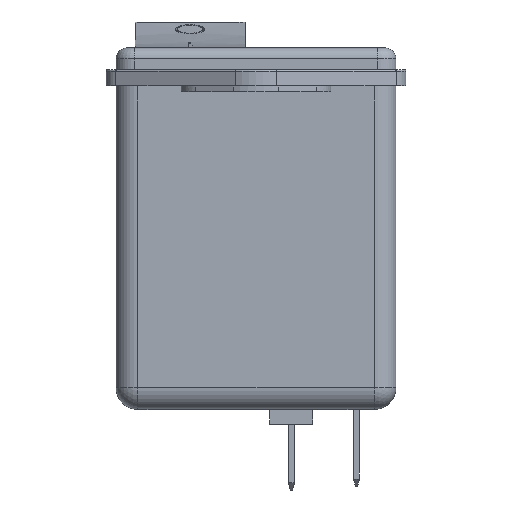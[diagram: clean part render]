
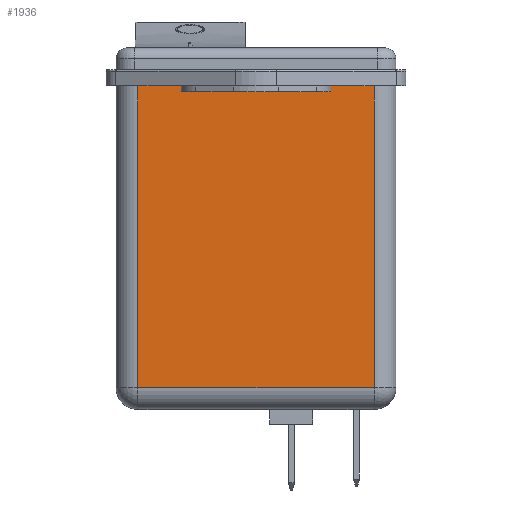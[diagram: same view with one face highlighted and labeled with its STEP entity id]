
A CAD part, left-side view. The second image highlights one B-rep face of the part: STEP entity #1936.
In plain terms, the highlighted planar face has unit normal (-1, 0, 0).
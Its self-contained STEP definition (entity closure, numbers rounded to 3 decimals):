
#1210 = EDGE_CURVE ( 'NONE', #1219, #1221, #4390, .T. ) ;
#1219 = VERTEX_POINT ( 'NONE', #4417 ) ;
#1221 = VERTEX_POINT ( 'NONE', #4416 ) ;
#1581 = EDGE_CURVE ( 'NONE', #1582, #1583, #5061, .T. ) ;
#1582 = VERTEX_POINT ( 'NONE', #5078 ) ;
#1583 = VERTEX_POINT ( 'NONE', #5077 ) ;
#1729 = EDGE_CURVE ( 'NONE', #1582, #1221, #5307, .T. ) ;
#1742 = EDGE_CURVE ( 'NONE', #3148, #1583, #5188, .T. ) ;
#1796 = ORIENTED_EDGE ( 'NONE', *, *, #1210, .T. ) ;
#1824 = VERTEX_POINT ( 'NONE', #5702 ) ;
#1825 = ORIENTED_EDGE ( 'NONE', *, *, #1826, .T. ) ;
#1826 = EDGE_CURVE ( 'NONE', #1824, #1896, #5658, .T. ) ;
#1843 = ORIENTED_EDGE ( 'NONE', *, *, #1729, .F. ) ;
#1848 = ORIENTED_EDGE ( 'NONE', *, *, #1581, .T. ) ;
#1849 = ORIENTED_EDGE ( 'NONE', *, *, #1742, .F. ) ;
#1850 = ORIENTED_EDGE ( 'NONE', *, *, #3145, .T. ) ;
#1866 = EDGE_CURVE ( 'NONE', #1219, #1896, #5741, .T. ) ;
#1896 = VERTEX_POINT ( 'NONE', #5670 ) ;
#1897 = ORIENTED_EDGE ( 'NONE', *, *, #1866, .F. ) ;
#1936 = ADVANCED_FACE ( 'NONE', ( #5839 ), #5838, .T. ) ;
#1937 = EDGE_LOOP ( 'NONE', ( #1938, #1825, #1897, #1796, #1843, #1848, #1849, #1850 ) ) ;
#1938 = ORIENTED_EDGE ( 'NONE', *, *, #1939, .T. ) ;
#1939 = EDGE_CURVE ( 'NONE', #3146, #1824, #5887, .T. ) ;
#3145 = EDGE_CURVE ( 'NONE', #3148, #3146, #6400, .T. ) ;
#3146 = VERTEX_POINT ( 'NONE', #6396 ) ;
#3148 = VERTEX_POINT ( 'NONE', #6394 ) ;
#4387 = DIRECTION ( 'NONE',  ( 0., 1., 0. ) ) ;
#4388 = VECTOR ( 'NONE', #4387, 1000. ) ;
#4389 = CARTESIAN_POINT ( 'NONE',  ( -14.2, -16.15, -2.25 ) ) ;
#4390 = LINE ( 'NONE', #4389, #4388 ) ;
#4416 = CARTESIAN_POINT ( 'NONE',  ( -14.2, -10.25, -2.25 ) ) ;
#4417 = CARTESIAN_POINT ( 'NONE',  ( -14.2, -16.15, -2.25 ) ) ;
#5058 = DIRECTION ( 'NONE',  ( 0., 1., 0. ) ) ;
#5059 = VECTOR ( 'NONE', #5058, 1000. ) ;
#5060 = CARTESIAN_POINT ( 'NONE',  ( -14.2, 0., -3.018 ) ) ;
#5061 = LINE ( 'NONE', #5060, #5059 ) ;
#5077 = CARTESIAN_POINT ( 'NONE',  ( -14.2, 10.25, -3.018 ) ) ;
#5078 = CARTESIAN_POINT ( 'NONE',  ( -14.2, -10.25, -3.018 ) ) ;
#5185 = DIRECTION ( 'NONE',  ( 0., 0., -1. ) ) ;
#5186 = VECTOR ( 'NONE', #5185, 1000. ) ;
#5187 = CARTESIAN_POINT ( 'NONE',  ( -14.2, 10.25, -3.018 ) ) ;
#5188 = LINE ( 'NONE', #5187, #5186 ) ;
#5304 = DIRECTION ( 'NONE',  ( 0., 0., 1. ) ) ;
#5305 = VECTOR ( 'NONE', #5304, 1000. ) ;
#5306 = CARTESIAN_POINT ( 'NONE',  ( -14.2, -10.25, -3.018 ) ) ;
#5307 = LINE ( 'NONE', #5306, #5305 ) ;
#5656 = DIRECTION ( 'NONE',  ( 0., -1., 0. ) ) ;
#5657 = CARTESIAN_POINT ( 'NONE',  ( -14.2, -16.15, -43.518 ) ) ;
#5658 = LINE ( 'NONE', #5657, #5663 ) ;
#5663 = VECTOR ( 'NONE', #5656, 1000. ) ;
#5670 = CARTESIAN_POINT ( 'NONE',  ( -14.2, -16.15, -43.518 ) ) ;
#5702 = CARTESIAN_POINT ( 'NONE',  ( -14.2, 16.15, -43.518 ) ) ;
#5738 = DIRECTION ( 'NONE',  ( 0., 0., -1. ) ) ;
#5739 = VECTOR ( 'NONE', #5738, 1000. ) ;
#5740 = CARTESIAN_POINT ( 'NONE',  ( -14.2, -16.15, 45.431 ) ) ;
#5741 = LINE ( 'NONE', #5740, #5739 ) ;
#5800 = DIRECTION ( 'NONE',  ( 0., 0., 1. ) ) ;
#5801 = DIRECTION ( 'NONE',  ( -1., 0., 0. ) ) ;
#5802 = CARTESIAN_POINT ( 'NONE',  ( -14.2, -16.15, 45.431 ) ) ;
#5837 = AXIS2_PLACEMENT_3D ( 'NONE', #5802, #5801, #5800 ) ;
#5838 = PLANE ( 'NONE',  #5837 ) ;
#5839 = FACE_OUTER_BOUND ( 'NONE', #1937, .T. ) ;
#5884 = DIRECTION ( 'NONE',  ( 0., 0., -1. ) ) ;
#5885 = VECTOR ( 'NONE', #5884, 1000. ) ;
#5886 = CARTESIAN_POINT ( 'NONE',  ( -14.2, 16.15, 45.431 ) ) ;
#5887 = LINE ( 'NONE', #5886, #5885 ) ;
#6394 = CARTESIAN_POINT ( 'NONE',  ( -14.2, 10.25, -2.25 ) ) ;
#6396 = CARTESIAN_POINT ( 'NONE',  ( -14.2, 16.15, -2.25 ) ) ;
#6397 = DIRECTION ( 'NONE',  ( 0., 1., 0. ) ) ;
#6398 = VECTOR ( 'NONE', #6397, 1000. ) ;
#6399 = CARTESIAN_POINT ( 'NONE',  ( -14.2, -16.15, -2.25 ) ) ;
#6400 = LINE ( 'NONE', #6399, #6398 ) ;
